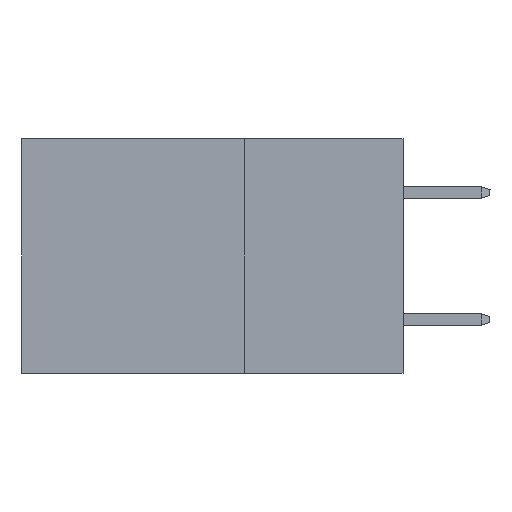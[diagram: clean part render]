
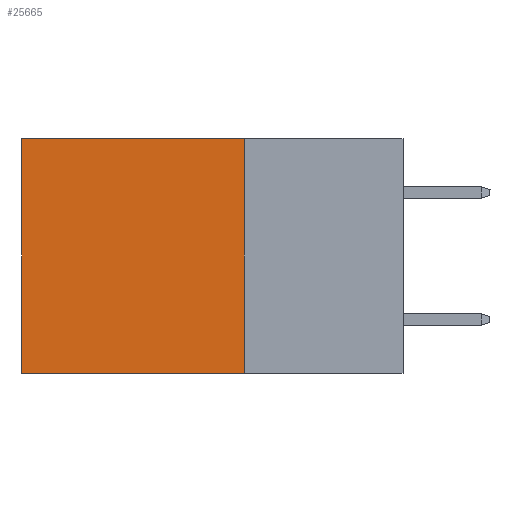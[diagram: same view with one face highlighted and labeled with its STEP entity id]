
A CAD part, left-side view. The second image highlights one B-rep face of the part: STEP entity #25665.
In plain terms, the highlighted planar face has unit normal (-1, 0, 0).
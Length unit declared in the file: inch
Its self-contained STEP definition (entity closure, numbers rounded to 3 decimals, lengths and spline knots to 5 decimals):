
#5564 = DIRECTION ( 'NONE',  ( 0., 0., -1. ) ) ;
#6183 = VECTOR ( 'NONE', #29515, 39.37008 ) ;
#6859 = DIRECTION ( 'NONE',  ( 0., 0., -1. ) ) ;
#7015 = VECTOR ( 'NONE', #35356, 39.37008 ) ;
#8874 = CARTESIAN_POINT ( 'NONE',  ( 0.2875, 0.25, 0. ) ) ;
#9756 = VECTOR ( 'NONE', #10595, 39.37008 ) ;
#9816 = CARTESIAN_POINT ( 'NONE',  ( 0.2875, 0.6, -0.37 ) ) ;
#10163 = CARTESIAN_POINT ( 'NONE',  ( 0.2875, 0.6, 0. ) ) ;
#10595 = DIRECTION ( 'NONE',  ( 0., 1., 0. ) ) ;
#10978 = CARTESIAN_POINT ( 'NONE',  ( 0.2875, 0.25, -0.37 ) ) ;
#12390 = ORIENTED_EDGE ( 'NONE', *, *, #16373, .F. ) ;
#13625 = ORIENTED_EDGE ( 'NONE', *, *, #31357, .F. ) ;
#13877 = LINE ( 'NONE', #10163, #19706 ) ;
#15689 = DIRECTION ( 'NONE',  ( 1., 0., 0. ) ) ;
#16373 = EDGE_CURVE ( 'NONE', #26639, #30513, #28539, .T. ) ;
#16537 = ORIENTED_EDGE ( 'NONE', *, *, #17110, .T. ) ;
#17110 = EDGE_CURVE ( 'NONE', #17275, #27003, #13877, .T. ) ;
#17275 = VERTEX_POINT ( 'NONE', #28385 ) ;
#17285 = AXIS2_PLACEMENT_3D ( 'NONE', #8874, #15689, #5564 ) ;
#18282 = CARTESIAN_POINT ( 'NONE',  ( 0.2875, 0.25, 0. ) ) ;
#19706 = VECTOR ( 'NONE', #6859, 39.37008 ) ;
#23366 = LINE ( 'NONE', #10978, #6183 ) ;
#25665 = ADVANCED_FACE ( 'NONE', ( #28676 ), #36153, .F. ) ;
#26639 = VERTEX_POINT ( 'NONE', #27032 ) ;
#27003 = VERTEX_POINT ( 'NONE', #9816 ) ;
#27032 = CARTESIAN_POINT ( 'NONE',  ( 0.2875, 0.25, 0. ) ) ;
#27481 = EDGE_LOOP ( 'NONE', ( #16537, #13625, #12390, #42644 ) ) ;
#28385 = CARTESIAN_POINT ( 'NONE',  ( 0.2875, 0.6, 0. ) ) ;
#28539 = LINE ( 'NONE', #36173, #7015 ) ;
#28676 = FACE_OUTER_BOUND ( 'NONE', #27481, .T. ) ;
#29515 = DIRECTION ( 'NONE',  ( 0., 1., 0. ) ) ;
#30513 = VERTEX_POINT ( 'NONE', #39665 ) ;
#31357 = EDGE_CURVE ( 'NONE', #30513, #27003, #23366, .T. ) ;
#31484 = LINE ( 'NONE', #18282, #9756 ) ;
#32909 = EDGE_CURVE ( 'NONE', #26639, #17275, #31484, .T. ) ;
#35356 = DIRECTION ( 'NONE',  ( 0., 0., -1. ) ) ;
#36153 = PLANE ( 'NONE',  #17285 ) ;
#36173 = CARTESIAN_POINT ( 'NONE',  ( 0.2875, 0.25, 0. ) ) ;
#39665 = CARTESIAN_POINT ( 'NONE',  ( 0.2875, 0.25, -0.37 ) ) ;
#42644 = ORIENTED_EDGE ( 'NONE', *, *, #32909, .T. ) ;
